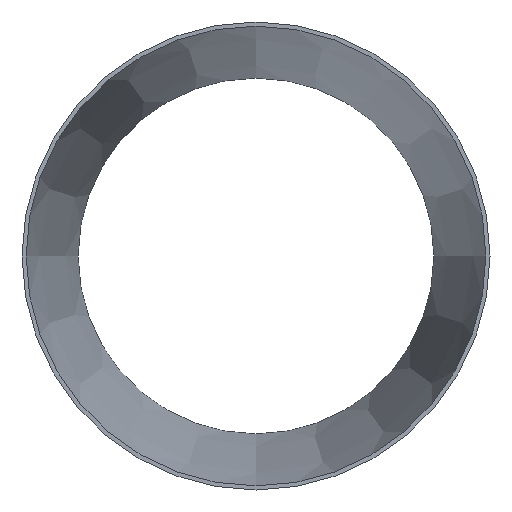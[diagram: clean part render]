
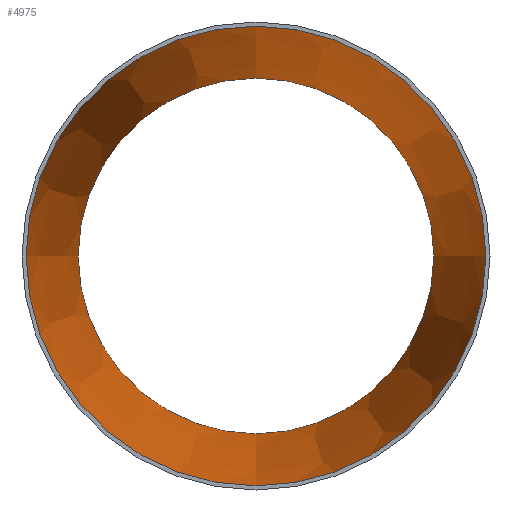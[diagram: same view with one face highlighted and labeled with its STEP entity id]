
A CAD part, front view. The second image highlights one B-rep face of the part: STEP entity #4975.
In plain terms, the highlighted conical face has half-angle 7.595 degrees and reference radius 224.565 mm.
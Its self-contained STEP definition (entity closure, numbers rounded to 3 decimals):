
#855 = DIRECTION ( 'NONE',  ( 0., -1., 0. ) ) ;
#1133 = DIRECTION ( 'NONE',  ( 0., -1., 0. ) ) ;
#1608 = VERTEX_POINT ( 'NONE', #2360 ) ;
#2360 = CARTESIAN_POINT ( 'NONE',  ( 0., 381., -173.765 ) ) ;
#3283 = EDGE_CURVE ( 'NONE', #16471, #16471, #33741, .T. ) ;
#3937 = DIRECTION ( 'NONE',  ( 0., 0., -1. ) ) ;
#3997 = FACE_OUTER_BOUND ( 'NONE', #8488, .T. ) ;
#4642 = EDGE_CURVE ( 'NONE', #1608, #1608, #6375, .T. ) ;
#4975 = ADVANCED_FACE ( 'NONE', ( #7173, #3997 ), #21779, .F. ) ;
#6061 = EDGE_LOOP ( 'NONE', ( #23717 ) ) ;
#6375 = CIRCLE ( 'NONE', #25939, 173.765 ) ;
#6986 = CARTESIAN_POINT ( 'NONE',  ( 0., 0., 0. ) ) ;
#7173 = FACE_BOUND ( 'NONE', #6061, .T. ) ;
#8488 = EDGE_LOOP ( 'NONE', ( #19666 ) ) ;
#15873 = AXIS2_PLACEMENT_3D ( 'NONE', #6986, #855, #26668 ) ;
#16471 = VERTEX_POINT ( 'NONE', #27806 ) ;
#18381 = CARTESIAN_POINT ( 'NONE',  ( 0., 381., 0. ) ) ;
#19666 = ORIENTED_EDGE ( 'NONE', *, *, #3283, .T. ) ;
#21018 = DIRECTION ( 'NONE',  ( 0., -1., 0. ) ) ;
#21762 = CARTESIAN_POINT ( 'NONE',  ( 0., 0., 0. ) ) ;
#21779 = CONICAL_SURFACE ( 'NONE', #15873, 224.565, 0.133 ) ;
#23606 = AXIS2_PLACEMENT_3D ( 'NONE', #21762, #21018, #3937 ) ;
#23717 = ORIENTED_EDGE ( 'NONE', *, *, #4642, .F. ) ;
#25939 = AXIS2_PLACEMENT_3D ( 'NONE', #18381, #1133, #27315 ) ;
#26668 = DIRECTION ( 'NONE',  ( 0., 0., -1. ) ) ;
#27315 = DIRECTION ( 'NONE',  ( 0., 0., -1. ) ) ;
#27806 = CARTESIAN_POINT ( 'NONE',  ( 0., 0., -224.565 ) ) ;
#33741 = CIRCLE ( 'NONE', #23606, 224.565 ) ;
